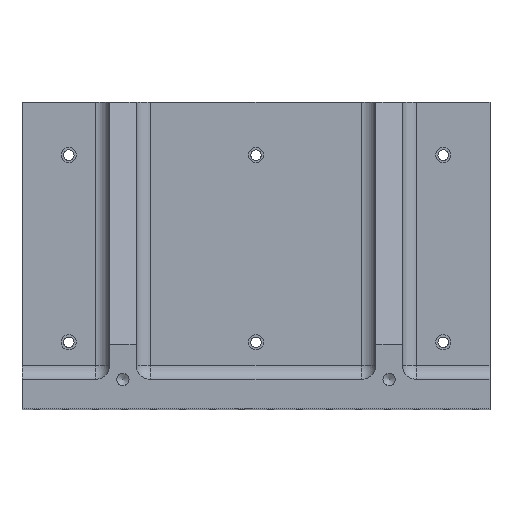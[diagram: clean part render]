
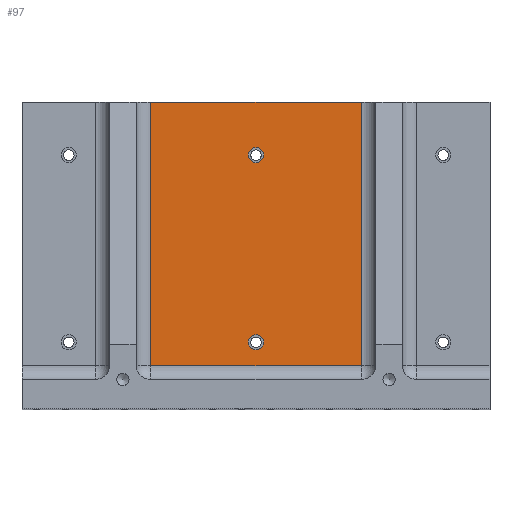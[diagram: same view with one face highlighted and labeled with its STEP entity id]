
A CAD part, top view. The second image highlights one B-rep face of the part: STEP entity #97.
In plain terms, the highlighted planar face has unit normal (0, 0, 1).
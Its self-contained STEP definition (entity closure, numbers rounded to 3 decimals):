
#97 = ADVANCED_FACE( '', ( #930, #931, #932 ), #933, .F. );
#930 = FACE_BOUND( '', #2444, .T. );
#931 = FACE_BOUND( '', #2445, .T. );
#932 = FACE_OUTER_BOUND( '', #2446, .T. );
#933 = PLANE( '', #2447 );
#2444 = EDGE_LOOP( '', ( #4213 ) );
#2445 = EDGE_LOOP( '', ( #4214 ) );
#2446 = EDGE_LOOP( '', ( #4215, #4216, #4217, #4218 ) );
#2447 = AXIS2_PLACEMENT_3D( '', #4219, #4220, #4221 );
#4213 = ORIENTED_EDGE( '', *, *, #7025, .T. );
#4214 = ORIENTED_EDGE( '', *, *, #7026, .T. );
#4215 = ORIENTED_EDGE( '', *, *, #7027, .T. );
#4216 = ORIENTED_EDGE( '', *, *, #6440, .T. );
#4217 = ORIENTED_EDGE( '', *, *, #7020, .T. );
#4218 = ORIENTED_EDGE( '', *, *, #7028, .T. );
#4219 = CARTESIAN_POINT( '', ( 400., 525., 45. ) );
#4220 = DIRECTION( '', ( 0., 0., -1. ) );
#4221 = DIRECTION( '', ( 0., 1., 0. ) );
#6440 = EDGE_CURVE( '', #7282, #7279, #7283, .F. );
#7020 = EDGE_CURVE( '', #7279, #8424, #8426, .T. );
#7025 = EDGE_CURVE( '', #8434, #8434, #8435, .T. );
#7026 = EDGE_CURVE( '', #8436, #8436, #8437, .T. );
#7027 = EDGE_CURVE( '', #8438, #7282, #8439, .F. );
#7028 = EDGE_CURVE( '', #8424, #8438, #8440, .F. );
#7279 = VERTEX_POINT( '', #8772 );
#7282 = VERTEX_POINT( '', #8775 );
#7283 = LINE( '', #8776, #8777 );
#8424 = VERTEX_POINT( '', #10027 );
#8426 = LINE( '', #10029, #10030 );
#8434 = VERTEX_POINT( '', #10041 );
#8435 = CIRCLE( '', #10042, 13. );
#8436 = VERTEX_POINT( '', #10043 );
#8437 = CIRCLE( '', #10044, 13. );
#8438 = VERTEX_POINT( '', #10045 );
#8439 = LINE( '', #10046, #10047 );
#8440 = LINE( '', #10048, #10049 );
#8772 = CARTESIAN_POINT( '', ( 180., 525., 45. ) );
#8775 = CARTESIAN_POINT( '', ( 180., 75., 45. ) );
#8776 = CARTESIAN_POINT( '', ( 180., 525., 45. ) );
#8777 = VECTOR( '', #10621, 1000. );
#10027 = CARTESIAN_POINT( '', ( -180., 525., 45. ) );
#10029 = CARTESIAN_POINT( '', ( 400., 525., 45. ) );
#10030 = VECTOR( '', #12141, 1000. );
#10041 = CARTESIAN_POINT( '', ( 0., 102., 45. ) );
#10042 = AXIS2_PLACEMENT_3D( '', #12148, #12149, #12150 );
#10043 = CARTESIAN_POINT( '', ( 0., 422., 45. ) );
#10044 = AXIS2_PLACEMENT_3D( '', #12151, #12152, #12153 );
#10045 = CARTESIAN_POINT( '', ( -180., 75., 45. ) );
#10046 = CARTESIAN_POINT( '', ( 400., 75., 45. ) );
#10047 = VECTOR( '', #12154, 1000. );
#10048 = CARTESIAN_POINT( '', ( -180., 525., 45. ) );
#10049 = VECTOR( '', #12155, 1000. );
#10621 = DIRECTION( '', ( 0., -1., 0. ) );
#12141 = DIRECTION( '', ( -1., 0., 0. ) );
#12148 = CARTESIAN_POINT( '', ( 0., 115., 45. ) );
#12149 = DIRECTION( '', ( 0., 0., -1. ) );
#12150 = DIRECTION( '', ( 0., -1., 0. ) );
#12151 = CARTESIAN_POINT( '', ( 0., 435., 45. ) );
#12152 = DIRECTION( '', ( 0., 0., -1. ) );
#12153 = DIRECTION( '', ( 0., -1., 0. ) );
#12154 = DIRECTION( '', ( -1., 0., 0. ) );
#12155 = DIRECTION( '', ( 0., 1., 0. ) );
